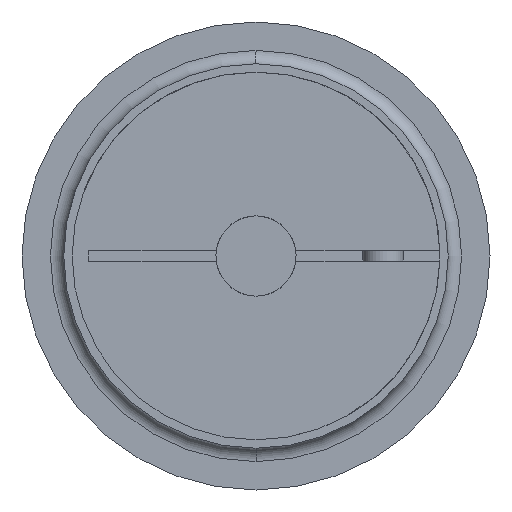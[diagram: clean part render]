
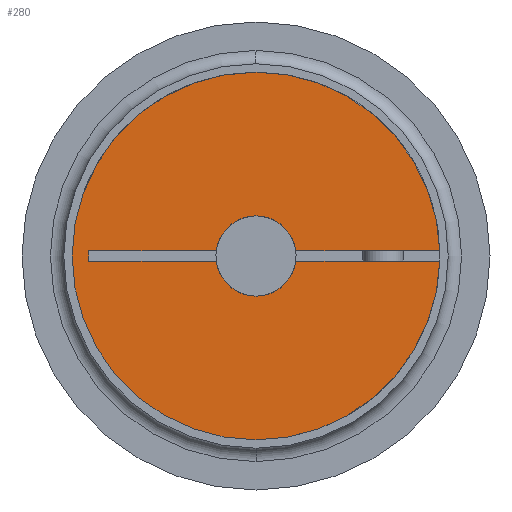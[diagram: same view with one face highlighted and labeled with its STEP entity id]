
A CAD part, left-side view. The second image highlights one B-rep face of the part: STEP entity #280.
In plain terms, the highlighted planar face has unit normal (-1, 0, 0).
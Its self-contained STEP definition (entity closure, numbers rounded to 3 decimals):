
#280=ADVANCED_FACE('',(#636),#637,.T.);
#636=FACE_OUTER_BOUND('',#1083,.T.);
#637=PLANE('',#1084);
#1083=EDGE_LOOP('',(#1838,#1839,#1840,#1841,#1842,#1843,#1844,#1845,#1846,#1847,#1848,#1849));
#1084=AXIS2_PLACEMENT_3D('',#1850,#1851,#1852);
#1838=ORIENTED_EDGE('',*,*,#2748,.T.);
#1839=ORIENTED_EDGE('',*,*,#2766,.T.);
#1840=ORIENTED_EDGE('',*,*,#2779,.T.);
#1841=ORIENTED_EDGE('',*,*,#2666,.F.);
#1842=ORIENTED_EDGE('',*,*,#2781,.F.);
#1843=ORIENTED_EDGE('',*,*,#2655,.F.);
#1844=ORIENTED_EDGE('',*,*,#2782,.T.);
#1845=ORIENTED_EDGE('',*,*,#2759,.T.);
#1846=ORIENTED_EDGE('',*,*,#2757,.T.);
#1847=ORIENTED_EDGE('',*,*,#2783,.T.);
#1848=ORIENTED_EDGE('',*,*,#2784,.T.);
#1849=ORIENTED_EDGE('',*,*,#2785,.T.);
#1850=CARTESIAN_POINT('',(0.0,0.0,13.75));
#1851=DIRECTION('',(-1.0,-0.0,-0.0));
#1852=DIRECTION('',(0.0,0.0,-1.0));
#2655=EDGE_CURVE('',#3184,#3186,#3187,.T.);
#2666=EDGE_CURVE('',#3204,#3207,#3208,.T.);
#2748=EDGE_CURVE('',#3347,#3344,#3348,.T.);
#2757=EDGE_CURVE('',#3354,#3362,#3364,.T.);
#2759=EDGE_CURVE('',#3366,#3354,#3367,.T.);
#2766=EDGE_CURVE('',#3344,#3375,#3377,.T.);
#2779=EDGE_CURVE('',#3375,#3207,#3394,.T.);
#2781=EDGE_CURVE('',#3186,#3204,#3396,.T.);
#2782=EDGE_CURVE('',#3184,#3366,#3397,.T.);
#2783=EDGE_CURVE('',#3362,#3398,#3399,.T.);
#2784=EDGE_CURVE('',#3398,#3400,#3401,.T.);
#2785=EDGE_CURVE('',#3400,#3347,#3402,.T.);
#3184=VERTEX_POINT('',#3842);
#3186=VERTEX_POINT('',#3845);
#3187=CIRCLE('',#3846,27.5);
#3204=VERTEX_POINT('',#3994);
#3207=VERTEX_POINT('',#3998);
#3208=CIRCLE('',#3999,27.5);
#3344=VERTEX_POINT('',#4292);
#3347=VERTEX_POINT('',#4296);
#3348=CIRCLE('',#4297,6.0);
#3354=VERTEX_POINT('',#4304);
#3362=VERTEX_POINT('',#4314);
#3364=CIRCLE('',#4317,6.0);
#3366=VERTEX_POINT('',#4319);
#3367=CIRCLE('',#4320,6.0);
#3375=VERTEX_POINT('',#4329);
#3377=CIRCLE('',#4332,6.0);
#3394=LINE('',#4352,#4353);
#3396=CIRCLE('',#4355,27.5);
#3397=LINE('',#4356,#4357);
#3398=VERTEX_POINT('',#4358);
#3399=LINE('',#4359,#4360);
#3400=VERTEX_POINT('',#4361);
#3401=LINE('',#4362,#4363);
#3402=LINE('',#4364,#4365);
#3842=CARTESIAN_POINT('',(0.0,-27.49,-0.75));
#3845=CARTESIAN_POINT('',(0.0,0.,-27.5));
#3846=AXIS2_PLACEMENT_3D('',#4921,#4922,#4923);
#3994=CARTESIAN_POINT('',(0.0,0.,27.5));
#3998=CARTESIAN_POINT('',(0.0,-27.49,0.75));
#3999=AXIS2_PLACEMENT_3D('',#4929,#4930,#4931);
#4292=CARTESIAN_POINT('',(0.0,0.,6.0));
#4296=CARTESIAN_POINT('',(0.0,5.953,0.75));
#4297=AXIS2_PLACEMENT_3D('',#5053,#5054,#5055);
#4304=CARTESIAN_POINT('',(0.0,0.,-6.0));
#4314=CARTESIAN_POINT('',(0.0,5.953,-0.75));
#4317=AXIS2_PLACEMENT_3D('',#5069,#5070,#5071);
#4319=CARTESIAN_POINT('',(0.0,-5.953,-0.75));
#4320=AXIS2_PLACEMENT_3D('',#5072,#5073,#5074);
#4329=CARTESIAN_POINT('',(0.0,-5.953,0.75));
#4332=AXIS2_PLACEMENT_3D('',#5086,#5087,#5088);
#4352=CARTESIAN_POINT('',(0.0,-0.875,0.75));
#4353=VECTOR('',#5107,1.0);
#4355=AXIS2_PLACEMENT_3D('',#5108,#5109,#5110);
#4356=CARTESIAN_POINT('',(0.0,-0.875,-0.75));
#4357=VECTOR('',#5111,1.0);
#4358=CARTESIAN_POINT('',(0.0,25.0,-0.75));
#4359=CARTESIAN_POINT('',(0.0,-0.875,-0.75));
#4360=VECTOR('',#5112,1.0);
#4361=CARTESIAN_POINT('',(0.0,25.0,0.75));
#4362=CARTESIAN_POINT('',(0.0,25.0,6.875));
#4363=VECTOR('',#5113,1.0);
#4364=CARTESIAN_POINT('',(0.0,-0.875,0.75));
#4365=VECTOR('',#5114,1.0);
#4921=CARTESIAN_POINT('',(0.0,0.0,0.0));
#4922=DIRECTION('',(1.0,0.0,-0.0));
#4923=DIRECTION('',(0.0,0.0,1.0));
#4929=CARTESIAN_POINT('',(0.0,0.0,0.0));
#4930=DIRECTION('',(1.0,0.0,-0.0));
#4931=DIRECTION('',(0.0,0.0,1.0));
#5053=CARTESIAN_POINT('',(0.0,0.0,0.0));
#5054=DIRECTION('',(1.0,0.0,0.0));
#5055=DIRECTION('',(0.0,0.0,-1.0));
#5069=CARTESIAN_POINT('',(0.0,0.0,0.0));
#5070=DIRECTION('',(1.0,0.0,0.0));
#5071=DIRECTION('',(0.0,0.0,-1.0));
#5072=CARTESIAN_POINT('',(0.0,0.0,0.0));
#5073=DIRECTION('',(1.0,0.0,0.0));
#5074=DIRECTION('',(0.0,0.0,-1.0));
#5086=CARTESIAN_POINT('',(0.0,0.0,0.0));
#5087=DIRECTION('',(1.0,0.0,0.0));
#5088=DIRECTION('',(0.0,0.0,-1.0));
#5107=DIRECTION('',(0.0,-1.0,0.0));
#5108=CARTESIAN_POINT('',(0.0,0.0,0.0));
#5109=DIRECTION('',(1.0,0.0,-0.0));
#5110=DIRECTION('',(0.0,0.0,1.0));
#5111=DIRECTION('',(0.0,1.0,0.0));
#5112=DIRECTION('',(0.0,1.0,0.0));
#5113=DIRECTION('',(-0.0,0.0,1.0));
#5114=DIRECTION('',(0.0,-1.0,0.0));
